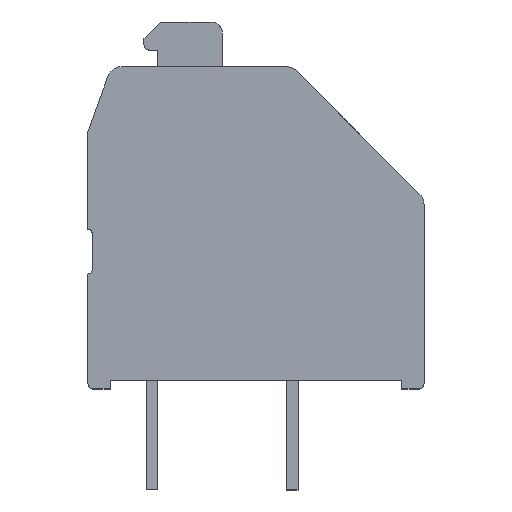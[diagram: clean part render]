
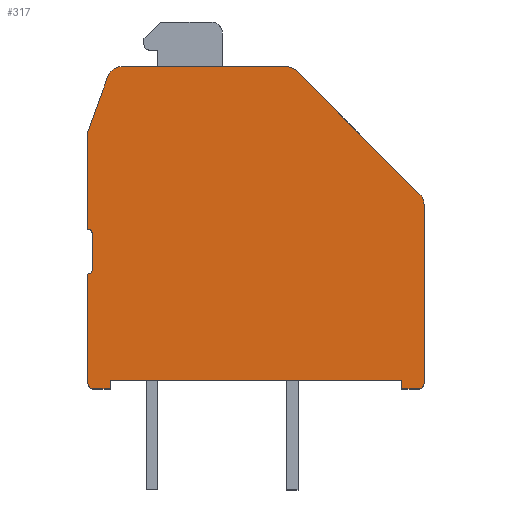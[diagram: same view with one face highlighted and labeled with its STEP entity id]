
A CAD part, top view. The second image highlights one B-rep face of the part: STEP entity #317.
In plain terms, the highlighted planar face has unit normal (0, 0, 1).
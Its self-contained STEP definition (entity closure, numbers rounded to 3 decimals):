
#317 = ADVANCED_FACE( '', ( #651 ), #652, .T. );
#651 = FACE_OUTER_BOUND( '', #995, .T. );
#652 = PLANE( '', #996 );
#995 = EDGE_LOOP( '', ( #1904, #1905, #1906, #1907, #1908, #1909, #1910, #1911, #1912, #1913, #1914, #1915, #1916, #1917, #1918, #1919, #1920, #1921, #1922 ) );
#996 = AXIS2_PLACEMENT_3D( '', #1923, #1924, #1925 );
#1904 = ORIENTED_EDGE( '', *, *, #2353, .T. );
#1905 = ORIENTED_EDGE( '', *, *, #2281, .F. );
#1906 = ORIENTED_EDGE( '', *, *, #2413, .T. );
#1907 = ORIENTED_EDGE( '', *, *, #2427, .F. );
#1908 = ORIENTED_EDGE( '', *, *, #2487, .T. );
#1909 = ORIENTED_EDGE( '', *, *, #2211, .T. );
#1910 = ORIENTED_EDGE( '', *, *, #2347, .T. );
#1911 = ORIENTED_EDGE( '', *, *, #2315, .T. );
#1912 = ORIENTED_EDGE( '', *, *, #2343, .T. );
#1913 = ORIENTED_EDGE( '', *, *, #2447, .T. );
#1914 = ORIENTED_EDGE( '', *, *, #2482, .T. );
#1915 = ORIENTED_EDGE( '', *, *, #2415, .T. );
#1916 = ORIENTED_EDGE( '', *, *, #2268, .T. );
#1917 = ORIENTED_EDGE( '', *, *, #2470, .T. );
#1918 = ORIENTED_EDGE( '', *, *, #2422, .T. );
#1919 = ORIENTED_EDGE( '', *, *, #2195, .T. );
#1920 = ORIENTED_EDGE( '', *, *, #2434, .T. );
#1921 = ORIENTED_EDGE( '', *, *, #2355, .T. );
#1922 = ORIENTED_EDGE( '', *, *, #2189, .T. );
#1923 = CARTESIAN_POINT( '', ( -7.3, 5.55, 6.5 ) );
#1924 = DIRECTION( '', ( 0., 0., 1. ) );
#1925 = DIRECTION( '', ( 1., 0., 0. ) );
#2189 = EDGE_CURVE( '', #2671, #2669, #2672, .T. );
#2195 = EDGE_CURVE( '', #2682, #2680, #2683, .T. );
#2211 = EDGE_CURVE( '', #2709, #2707, #2710, .T. );
#2268 = EDGE_CURVE( '', #2799, #2797, #2800, .T. );
#2281 = EDGE_CURVE( '', #2818, #2820, #2821, .T. );
#2315 = EDGE_CURVE( '', #2875, #2873, #2876, .T. );
#2343 = EDGE_CURVE( '', #2873, #2914, #2916, .T. );
#2347 = EDGE_CURVE( '', #2707, #2875, #2920, .T. );
#2353 = EDGE_CURVE( '', #2669, #2820, #2927, .T. );
#2355 = EDGE_CURVE( '', #2929, #2671, #2930, .T. );
#2413 = EDGE_CURVE( '', #2818, #3005, #3007, .T. );
#2415 = EDGE_CURVE( '', #3009, #2799, #3010, .T. );
#2422 = EDGE_CURVE( '', #3018, #2682, #3019, .T. );
#2427 = EDGE_CURVE( '', #3023, #3005, #3025, .T. );
#2434 = EDGE_CURVE( '', #2680, #2929, #3035, .T. );
#2447 = EDGE_CURVE( '', #2914, #3049, #3051, .T. );
#2470 = EDGE_CURVE( '', #2797, #3018, #3075, .T. );
#2482 = EDGE_CURVE( '', #3049, #3009, #3090, .T. );
#2487 = EDGE_CURVE( '', #3023, #2709, #3095, .T. );
#2669 = VERTEX_POINT( '', #3329 );
#2671 = VERTEX_POINT( '', #3332 );
#2672 = LINE( '', #3333, #3334 );
#2680 = VERTEX_POINT( '', #3343 );
#2682 = VERTEX_POINT( '', #3346 );
#2683 = CIRCLE( '', #3347, 0.5 );
#2707 = VERTEX_POINT( '', #3375 );
#2709 = VERTEX_POINT( '', #3378 );
#2710 = CIRCLE( '', #3379, 0.2 );
#2797 = VERTEX_POINT( '', #3503 );
#2799 = VERTEX_POINT( '', #3506 );
#2800 = LINE( '', #3507, #3508 );
#2818 = VERTEX_POINT( '', #3534 );
#2820 = VERTEX_POINT( '', #3537 );
#2821 = CIRCLE( '', #3538, 0.15 );
#2873 = VERTEX_POINT( '', #3609 );
#2875 = VERTEX_POINT( '', #3612 );
#2876 = LINE( '', #3613, #3614 );
#2914 = VERTEX_POINT( '', #3674 );
#2916 = LINE( '', #3677, #3678 );
#2920 = LINE( '', #3684, #3685 );
#2927 = LINE( '', #3695, #3696 );
#2929 = VERTEX_POINT( '', #3698 );
#2930 = CIRCLE( '', #3699, 0.5 );
#3005 = VERTEX_POINT( '', #3807 );
#3007 = LINE( '', #3810, #3811 );
#3009 = VERTEX_POINT( '', #3813 );
#3010 = CIRCLE( '', #3814, 0.2 );
#3018 = VERTEX_POINT( '', #3825 );
#3019 = LINE( '', #3826, #3827 );
#3023 = VERTEX_POINT( '', #3832 );
#3025 = CIRCLE( '', #3835, 0.15 );
#3035 = LINE( '', #3850, #3851 );
#3049 = VERTEX_POINT( '', #3871 );
#3051 = LINE( '', #3874, #3875 );
#3075 = CIRCLE( '', #3910, 0.5 );
#3090 = LINE( '', #3930, #3931 );
#3095 = LINE( '', #3937, #3938 );
#3329 = CARTESIAN_POINT( '', ( -7.3, 9.2, 6.5 ) );
#3332 = CARTESIAN_POINT( '', ( -6.583, 11.171, 6.5 ) );
#3333 = CARTESIAN_POINT( '', ( -6.583, 11.171, 6.5 ) );
#3334 = VECTOR( '', #4082, 1000. );
#3343 = CARTESIAN_POINT( '', ( -0.207, 11.5, 6.5 ) );
#3346 = CARTESIAN_POINT( '', ( 0.146, 11.354, 6.5 ) );
#3347 = AXIS2_PLACEMENT_3D( '', #4091, #4092, #4093 );
#3375 = CARTESIAN_POINT( '', ( -7.1, 0., 6.5 ) );
#3378 = CARTESIAN_POINT( '', ( -7.3, 0.2, 6.5 ) );
#3379 = AXIS2_PLACEMENT_3D( '', #4120, #4121, #4122 );
#3503 = CARTESIAN_POINT( '', ( 4.7, 6.593, 6.5 ) );
#3506 = CARTESIAN_POINT( '', ( 4.7, 0.2, 6.5 ) );
#3507 = CARTESIAN_POINT( '', ( 4.7, 0.2, 6.5 ) );
#3508 = VECTOR( '', #4179, 1000. );
#3534 = CARTESIAN_POINT( '', ( -7.15, 5.55, 6.5 ) );
#3537 = CARTESIAN_POINT( '', ( -7.3, 5.7, 6.5 ) );
#3538 = AXIS2_PLACEMENT_3D( '', #4192, #4193, #4194 );
#3609 = CARTESIAN_POINT( '', ( -6.5, 0.3, 6.5 ) );
#3612 = CARTESIAN_POINT( '', ( -6.5, 0., 6.5 ) );
#3613 = CARTESIAN_POINT( '', ( -6.5, 0., 6.5 ) );
#3614 = VECTOR( '', #4233, 1000. );
#3674 = CARTESIAN_POINT( '', ( 3.9, 0.3, 6.5 ) );
#3677 = CARTESIAN_POINT( '', ( -6.5, 0.3, 6.5 ) );
#3678 = VECTOR( '', #4257, 1000. );
#3684 = CARTESIAN_POINT( '', ( -7.1, 0., 6.5 ) );
#3685 = VECTOR( '', #4260, 1000. );
#3695 = CARTESIAN_POINT( '', ( -7.3, 9.2, 6.5 ) );
#3696 = VECTOR( '', #4264, 1000. );
#3698 = CARTESIAN_POINT( '', ( -6.113, 11.5, 6.5 ) );
#3699 = AXIS2_PLACEMENT_3D( '', #4265, #4266, #4267 );
#3807 = CARTESIAN_POINT( '', ( -7.15, 4.25, 6.5 ) );
#3810 = CARTESIAN_POINT( '', ( -7.15, 5.55, 6.5 ) );
#3811 = VECTOR( '', #4317, 1000. );
#3813 = CARTESIAN_POINT( '', ( 4.5, 0., 6.5 ) );
#3814 = AXIS2_PLACEMENT_3D( '', #4318, #4319, #4320 );
#3825 = CARTESIAN_POINT( '', ( 4.554, 6.946, 6.5 ) );
#3826 = CARTESIAN_POINT( '', ( 4.554, 6.946, 6.5 ) );
#3827 = VECTOR( '', #4327, 1000. );
#3832 = CARTESIAN_POINT( '', ( -7.3, 4.1, 6.5 ) );
#3835 = AXIS2_PLACEMENT_3D( '', #4333, #4334, #4335 );
#3850 = CARTESIAN_POINT( '', ( -0.207, 11.5, 6.5 ) );
#3851 = VECTOR( '', #4341, 1000. );
#3871 = CARTESIAN_POINT( '', ( 3.9, 0., 6.5 ) );
#3874 = CARTESIAN_POINT( '', ( 3.9, 0.3, 6.5 ) );
#3875 = VECTOR( '', #4352, 1000. );
#3910 = AXIS2_PLACEMENT_3D( '', #4370, #4371, #4372 );
#3930 = CARTESIAN_POINT( '', ( 3.9, 0., 6.5 ) );
#3931 = VECTOR( '', #4381, 1000. );
#3937 = CARTESIAN_POINT( '', ( -7.3, 4.1, 6.5 ) );
#3938 = VECTOR( '', #4383, 1000. );
#4082 = DIRECTION( '', ( -0.342, -0.94, 0. ) );
#4091 = CARTESIAN_POINT( '', ( -0.207, 11., 6.5 ) );
#4092 = DIRECTION( '', ( 0., 0., 1. ) );
#4093 = DIRECTION( '', ( 1., 0., 0. ) );
#4120 = CARTESIAN_POINT( '', ( -7.1, 0.2, 6.5 ) );
#4121 = DIRECTION( '', ( 0., 0., 1. ) );
#4122 = DIRECTION( '', ( 1., 0., 0. ) );
#4179 = DIRECTION( '', ( 0., 1., 0. ) );
#4192 = CARTESIAN_POINT( '', ( -7.3, 5.55, 6.5 ) );
#4193 = DIRECTION( '', ( 0., 0., 1. ) );
#4194 = DIRECTION( '', ( 1., 0., 0. ) );
#4233 = DIRECTION( '', ( 0., 1., 0. ) );
#4257 = DIRECTION( '', ( 1., 0., 0. ) );
#4260 = DIRECTION( '', ( 1., 0., 0. ) );
#4264 = DIRECTION( '', ( 0., -1., 0. ) );
#4265 = CARTESIAN_POINT( '', ( -6.113, 11., 6.5 ) );
#4266 = DIRECTION( '', ( 0., 0., 1. ) );
#4267 = DIRECTION( '', ( 1., 0., 0. ) );
#4317 = DIRECTION( '', ( 0., -1., 0. ) );
#4318 = CARTESIAN_POINT( '', ( 4.5, 0.2, 6.5 ) );
#4319 = DIRECTION( '', ( 0., 0., 1. ) );
#4320 = DIRECTION( '', ( 1., 0., 0. ) );
#4327 = DIRECTION( '', ( -0.707, 0.707, 0. ) );
#4333 = CARTESIAN_POINT( '', ( -7.3, 4.25, 6.5 ) );
#4334 = DIRECTION( '', ( 0., 0., 1. ) );
#4335 = DIRECTION( '', ( 1., 0., 0. ) );
#4341 = DIRECTION( '', ( -1., 0., 0. ) );
#4352 = DIRECTION( '', ( 0., -1., 0. ) );
#4370 = CARTESIAN_POINT( '', ( 4.2, 6.593, 6.5 ) );
#4371 = DIRECTION( '', ( 0., 0., 1. ) );
#4372 = DIRECTION( '', ( 1., 0., 0. ) );
#4381 = DIRECTION( '', ( 1., 0., 0. ) );
#4383 = DIRECTION( '', ( 0., -1., 0. ) );
